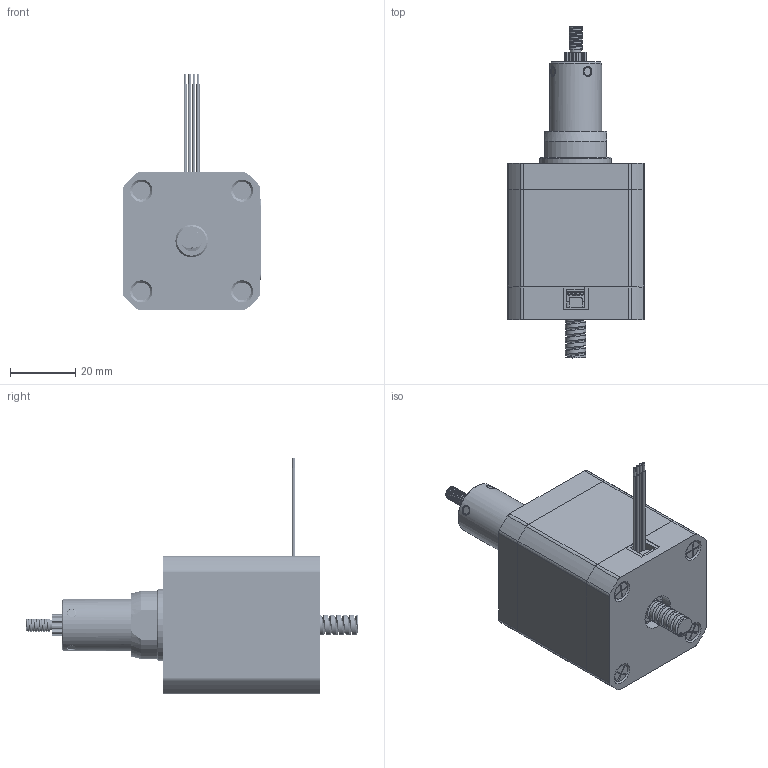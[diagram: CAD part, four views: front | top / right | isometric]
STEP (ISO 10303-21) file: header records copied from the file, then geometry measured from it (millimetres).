
FILE_DESCRIPTION(/* description */ (''),/* implementation_level */ '2;1');
FILE_NAME(/* name */ '17K22-25.4.stp',/* time_stamp */ '2020-08-27T09:28:32+08:00',/* author */ ('gj5217'),/* organization */ (''),/* preprocessor_version */ 'ST-DEVELOPER v16.1',/* originating_system */ 'Autodesk Inventor 2016',/* authorisation */ '');
FILE_SCHEMA (('AUTOMOTIVE_DESIGN { 1 0 10303 214 3 1 1 }'));
Products named in the file (29): 02-022（双叠厚定子铁芯）; 15-001-033(17H2049漆包线）; 12-018-3（17H2049骨架）; 09-007-1（红）; 09-007-2（红白）; 09-007-3（绿）; 09-007-4（绿白）; 02-023-2(1.2A,双叠厚定子组件）; 01-008前盖; 01-009后盖; 07-010轴承; 12-007护线套; 10-003（调整垫）; 11-008（M3X43平头）; 04-014（17N2049转子轴）; 04-064注塑体; 04-064（17N2049注塑铜轴);  ）; 07-004双叠厚磁钢; 10-009磁钢; S导程）; 06-291; 05-0108-6; 注塑导体; 花键轴 - 注塑; 04-602-7; 04-607-15; 42双厚铭牌; 17K22-25.4
Assembly tree (37 placements, depth 4):
  17K22-25.4
    02-023-2(1.2A,双叠厚定子组件）
      02-022（双叠厚定子铁芯）
      15-001-033(17H2049漆包线）
      12-018-3（17H2049骨架）  x2
      09-007-1（红）
      09-007-2（红白）
      09-007-3（绿）
      09-007-4（绿白）
    01-008前盖
    01-009后盖
    07-010轴承  x2
    12-007护线套
    10-003（调整垫）
    11-008（M3X43平头）  x4
  S导程）
      04-064（17N2049注塑铜轴)
        04-014（17N2049转子轴）
        04-064注塑体
   ）  x4
      07-004双叠厚磁钢  x2
      10-009磁钢
    06-291
    05-0108-6
    04-602-7
      注塑导体
      花键轴 - 注塑
    04-607-15
    42双厚铭牌
Bounding box: 42.4 x 102.1 x 72.35 mm (x, y, z)
Volume: 68853.4 mm3; surface area: 79692 mm2
Topology: 58 solids, 58 shells, 2412 faces, 6733 edges, 4440 vertices
Faces by surface type: plane 1248, cylinder 1092, cone 38, torus 20, bspline 14
Full cylindrical faces by diameter (mm): 0.8 x4, 1 x18, 2 x22, 2.9 x4, 3 x18, 3.3 x5, 4 x10, 4.5 x6, 4.7 x1, 5.5 x4, 7 x4, 9.5 x2, 10 x6, 11 x1, 11.5 x5, 11.9 x2, 12 x6, 14 x1, 16 x11, 17 x3, 17.1 x2, 18 x1, 19 x5, 22 x2, 24 x3, 25.91 x2, 26.3 x2, 27 x2, 32 x1
Entity records: 54064 total; most frequent: CARTESIAN_POINT 20600, DIRECTION 7206, ORIENTED_EDGE 6610, EDGE_CURVE 3305, AXIS2_PLACEMENT_3D 2619, VERTEX_POINT 2249, LINE 1968, VECTOR 1968
